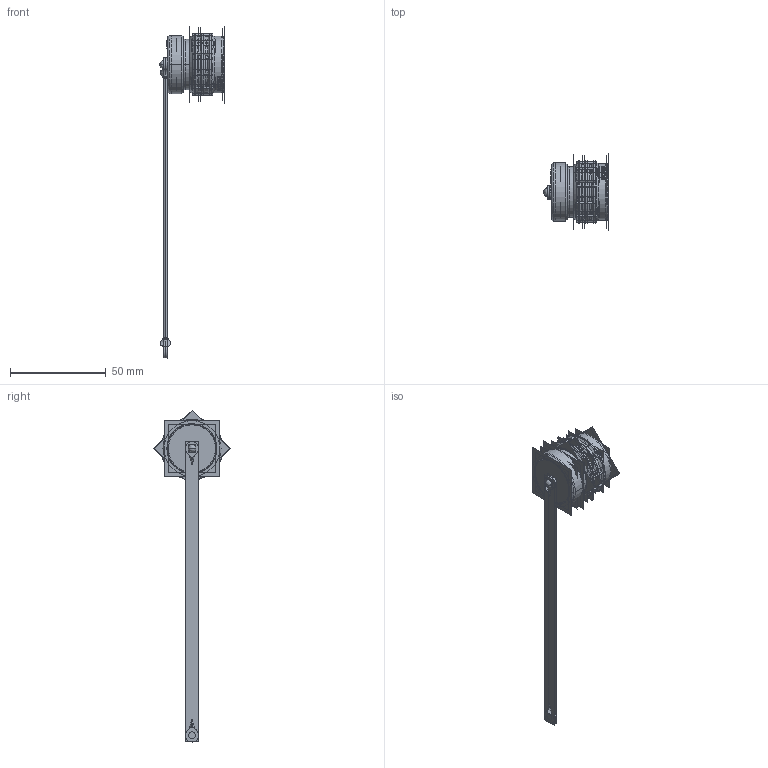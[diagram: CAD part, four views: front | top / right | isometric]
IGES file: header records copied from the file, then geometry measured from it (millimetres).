
Start section: BOX = HEADER / 20 ************************************************************************ ******** ***** DATA ABOuT SENDER ------------------------------------------------------------------- SENDING COMPANY			: NET AG system integration SENDER`S NAME			: &ersteller TELEPHONE NO			: +49 40 767302 0 ADDRESS				: SCHELLERDAMM 16, 21079 HAMBURG DATE				: --.--.2008 DATA ABOUT PART -------------------
Global section: file name: 13304be.igs; native system: Creo Parametric by PTC Inc.; preprocessor: 2019292; author: cgregory; organization: Unknown; date: 20201102.120017; units: millimetre
Bounding box: 33.8 x 40.32 x 173.66 mm (x, y, z)
Surface area: 51531.2 mm2 (no closed solid volume)
Topology: 0 solids, 0 shells, 1238 faces, 17784 edges, 23220 vertices
Faces by surface type: bspline 620, revolution 618
